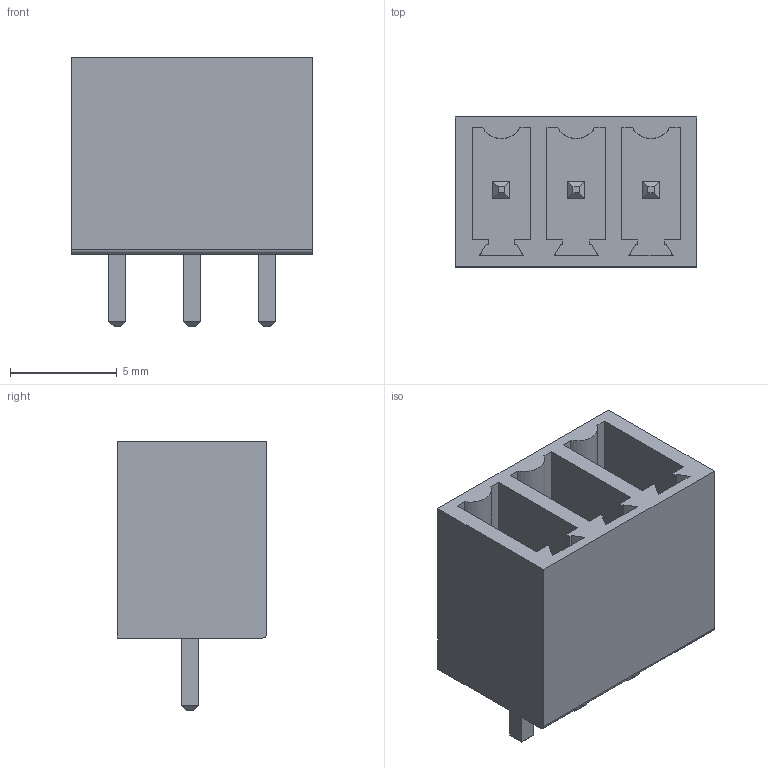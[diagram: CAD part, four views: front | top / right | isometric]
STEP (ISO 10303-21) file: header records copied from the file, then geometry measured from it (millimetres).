
FILE_DESCRIPTION(('STEP AP214'), '1');
FILE_NAME('15EDGVC-3_5-3P-1', '', ('UNSPECIFIED'), ('UNSPECIFIED'), 'ASCON STEP Converter 1.3', 'ASCON Math Kernel', '');
FILE_SCHEMA(('AUTOMOTIVE_DESIGN { 1 0 10303 214 3 1 1}'));
Length unit declared in the file: millimetre
Products named in the file (1): User Library-15EDGVC-3.5-10P-1
Bounding box: 11.28 x 7 x 12.6 mm (x, y, z)
Volume: 407.7 mm3; surface area: 1006.6 mm2
Topology: 1 solids, 1 shells, 106 faces, 261 edges, 166 vertices
Faces by surface type: plane 102, cylinder 4
Entity records: 3928 total; most frequent: CARTESIAN_POINT 534, ORIENTED_EDGE 522, DIRECTION 483, EDGE_CURVE 261, LINE 253, VECTOR 253, VERTEX_POINT 166, AXIS2_PLACEMENT_3D 115
